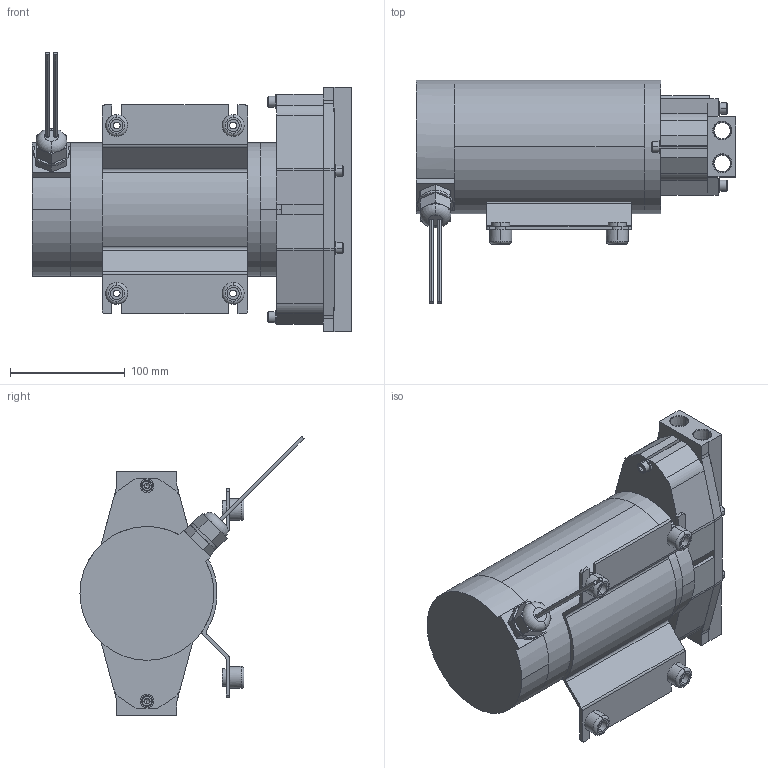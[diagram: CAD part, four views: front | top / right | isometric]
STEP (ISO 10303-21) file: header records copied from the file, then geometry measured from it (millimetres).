
FILE_DESCRIPTION (( 'STEP AP203' ), '1' );
FILE_NAME ('350U-M950.STEP', '2019-10-15T13:02:48', ( '' ), ( '' ), 'SwSTEP 2.0', 'SolidWorks 2018', '' );
FILE_SCHEMA (( 'CONFIG_CONTROL_DESIGN' ));
Length unit declared in the file: inch
Products named in the file (1): 350U-M950
Bounding box: 278.82 x 195.52 x 243.78 mm (x, y, z)
Volume: 2987704.8 mm3; surface area: 405000.8 mm2
Topology: 19 solids, 19 shells, 543 faces, 1311 edges, 818 vertices
Faces by surface type: plane 289, cylinder 176, cone 56, torus 22
Entity records: 15853 total; most frequent: DIRECTION 2896, CARTESIAN_POINT 2693, ORIENTED_EDGE 2590, EDGE_CURVE 1295, AXIS2_PLACEMENT_3D 1061, VERTEX_POINT 818, VECTOR 774, LINE 774
